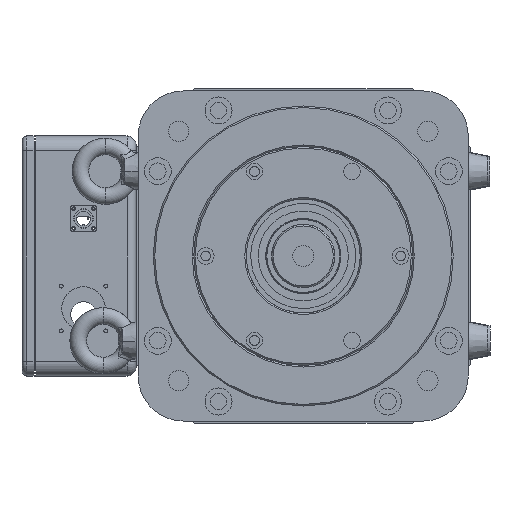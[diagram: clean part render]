
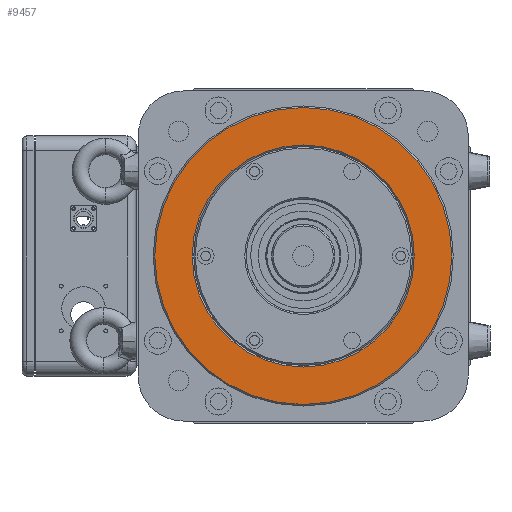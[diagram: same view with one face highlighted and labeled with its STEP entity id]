
A CAD part, left-side view. The second image highlights one B-rep face of the part: STEP entity #9457.
In plain terms, the highlighted planar face has unit normal (-1, 0, 0).
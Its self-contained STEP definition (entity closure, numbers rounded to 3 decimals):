
#91 = AXIS2_PLACEMENT_3D ( 'NONE', #24074, #1299, #13718 ) ;
#304 = DIRECTION ( 'NONE',  ( 0., 0., -1. ) ) ;
#707 = ORIENTED_EDGE ( 'NONE', *, *, #8167, .T. ) ;
#977 = ORIENTED_EDGE ( 'NONE', *, *, #9748, .F. ) ;
#1299 = DIRECTION ( 'NONE',  ( 1., 0., 0. ) ) ;
#1753 = DIRECTION ( 'NONE',  ( 0., 0., -1. ) ) ;
#2179 = CIRCLE ( 'NONE', #91, 99. ) ;
#4471 = AXIS2_PLACEMENT_3D ( 'NONE', #4764, #19106, #6841 ) ;
#4764 = CARTESIAN_POINT ( 'NONE',  ( -47.5, 0., 0. ) ) ;
#4841 = FACE_OUTER_BOUND ( 'NONE', #22171, .T. ) ;
#5100 = EDGE_CURVE ( 'NONE', #16065, #16110, #2179, .T. ) ;
#5230 = EDGE_CURVE ( 'NONE', #8723, #6691, #26214, .T. ) ;
#5471 = FACE_BOUND ( 'NONE', #10309, .T. ) ;
#6691 = VERTEX_POINT ( 'NONE', #6872 ) ;
#6841 = DIRECTION ( 'NONE',  ( 0., 0., -1. ) ) ;
#6872 = CARTESIAN_POINT ( 'NONE',  ( -47.5, 0., -74. ) ) ;
#8167 = EDGE_CURVE ( 'NONE', #6691, #8723, #17061, .T. ) ;
#8183 = DIRECTION ( 'NONE',  ( 1., 0., 0. ) ) ;
#8567 = ORIENTED_EDGE ( 'NONE', *, *, #5100, .F. ) ;
#8723 = VERTEX_POINT ( 'NONE', #12105 ) ;
#9457 = ADVANCED_FACE ( 'NONE', ( #4841, #5471 ), #24434, .F. ) ;
#9748 = EDGE_CURVE ( 'NONE', #16110, #16065, #12233, .T. ) ;
#9998 = CARTESIAN_POINT ( 'NONE',  ( -47.5, 74., 0. ) ) ;
#10152 = CARTESIAN_POINT ( 'NONE',  ( -47.5, 0., 0. ) ) ;
#10241 = CARTESIAN_POINT ( 'NONE',  ( -47.5, 0., 0. ) ) ;
#10309 = EDGE_LOOP ( 'NONE', ( #21670, #707 ) ) ;
#12105 = CARTESIAN_POINT ( 'NONE',  ( -47.5, 0., 74. ) ) ;
#12233 = CIRCLE ( 'NONE', #4471, 99. ) ;
#13718 = DIRECTION ( 'NONE',  ( 0., 0., -1. ) ) ;
#13983 = DIRECTION ( 'NONE',  ( 1., 0., 0. ) ) ;
#15732 = CARTESIAN_POINT ( 'NONE',  ( -47.5, 0., -99. ) ) ;
#16065 = VERTEX_POINT ( 'NONE', #23889 ) ;
#16110 = VERTEX_POINT ( 'NONE', #15732 ) ;
#17061 = CIRCLE ( 'NONE', #21455, 74. ) ;
#19106 = DIRECTION ( 'NONE',  ( 1., 0., 0. ) ) ;
#20674 = AXIS2_PLACEMENT_3D ( 'NONE', #10152, #13983, #26490 ) ;
#21455 = AXIS2_PLACEMENT_3D ( 'NONE', #10241, #8183, #304 ) ;
#21670 = ORIENTED_EDGE ( 'NONE', *, *, #5230, .T. ) ;
#22023 = DIRECTION ( 'NONE',  ( 1., 0., 0. ) ) ;
#22171 = EDGE_LOOP ( 'NONE', ( #977, #8567 ) ) ;
#23889 = CARTESIAN_POINT ( 'NONE',  ( -47.5, 0., 99. ) ) ;
#24074 = CARTESIAN_POINT ( 'NONE',  ( -47.5, 0., 0. ) ) ;
#24434 = PLANE ( 'NONE',  #25776 ) ;
#25776 = AXIS2_PLACEMENT_3D ( 'NONE', #9998, #22023, #1753 ) ;
#26214 = CIRCLE ( 'NONE', #20674, 74. ) ;
#26490 = DIRECTION ( 'NONE',  ( 0., 0., -1. ) ) ;
